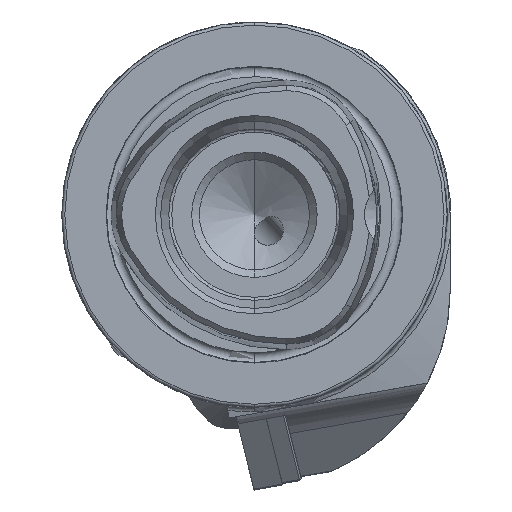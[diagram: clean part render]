
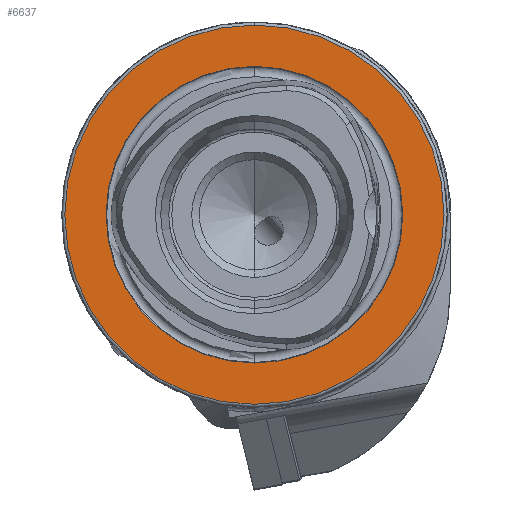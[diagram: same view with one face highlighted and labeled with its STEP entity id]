
A CAD part, left-side view. The second image highlights one B-rep face of the part: STEP entity #6637.
In plain terms, the highlighted planar face has unit normal (-1, 0, 0).
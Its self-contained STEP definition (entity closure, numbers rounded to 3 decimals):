
#536 = EDGE_LOOP ( 'NONE', ( #9624, #11094 ) ) ;
#774 = CARTESIAN_POINT ( 'NONE',  ( 0., 0., 24.25 ) ) ;
#1046 = VERTEX_POINT ( 'NONE', #774 ) ;
#1293 = AXIS2_PLACEMENT_3D ( 'NONE', #7738, #4378, #9933 ) ;
#1610 = CARTESIAN_POINT ( 'NONE',  ( 0., 0., 0. ) ) ;
#2303 = ORIENTED_EDGE ( 'NONE', *, *, #10231, .T. ) ;
#3033 = DIRECTION ( 'NONE',  ( 0., 0., 1. ) ) ;
#3240 = EDGE_CURVE ( 'NONE', #1046, #12253, #11251, .T. ) ;
#3557 = EDGE_LOOP ( 'NONE', ( #2303, #8339 ) ) ;
#3616 = DIRECTION ( 'NONE',  ( 1., 0., 0. ) ) ;
#3661 = CARTESIAN_POINT ( 'NONE',  ( 0., 0., 0. ) ) ;
#3845 = AXIS2_PLACEMENT_3D ( 'NONE', #1610, #12765, #11694 ) ;
#3891 = EDGE_CURVE ( 'NONE', #12253, #1046, #9139, .T. ) ;
#4342 = AXIS2_PLACEMENT_3D ( 'NONE', #3661, #4807, #11512 ) ;
#4378 = DIRECTION ( 'NONE',  ( -1., 0., 0. ) ) ;
#4807 = DIRECTION ( 'NONE',  ( -1., 0., 0. ) ) ;
#4936 = CIRCLE ( 'NONE', #3845, 31. ) ;
#6578 = VERTEX_POINT ( 'NONE', #14370 ) ;
#6637 = ADVANCED_FACE ( 'NONE', ( #6678, #14288 ), #7043, .F. ) ;
#6678 = FACE_BOUND ( 'NONE', #536, .T. ) ;
#6843 = CARTESIAN_POINT ( 'NONE',  ( 0., 24.25, 0. ) ) ;
#7043 = PLANE ( 'NONE',  #13044 ) ;
#7194 = CIRCLE ( 'NONE', #1293, 31. ) ;
#7738 = CARTESIAN_POINT ( 'NONE',  ( 0., 0., 0. ) ) ;
#8205 = EDGE_CURVE ( 'NONE', #6578, #10344, #4936, .T. ) ;
#8339 = ORIENTED_EDGE ( 'NONE', *, *, #8205, .T. ) ;
#9139 = CIRCLE ( 'NONE', #12635, 24.25 ) ;
#9624 = ORIENTED_EDGE ( 'NONE', *, *, #3240, .F. ) ;
#9913 = DIRECTION ( 'NONE',  ( -1., 0., 0. ) ) ;
#9933 = DIRECTION ( 'NONE',  ( 0., 0., 1. ) ) ;
#10231 = EDGE_CURVE ( 'NONE', #10344, #6578, #7194, .T. ) ;
#10312 = DIRECTION ( 'NONE',  ( 0., 0., -1. ) ) ;
#10344 = VERTEX_POINT ( 'NONE', #12513 ) ;
#11094 = ORIENTED_EDGE ( 'NONE', *, *, #3891, .F. ) ;
#11251 = CIRCLE ( 'NONE', #4342, 24.25 ) ;
#11512 = DIRECTION ( 'NONE',  ( 0., 0., 1. ) ) ;
#11694 = DIRECTION ( 'NONE',  ( 0., 0., 1. ) ) ;
#12253 = VERTEX_POINT ( 'NONE', #12881 ) ;
#12513 = CARTESIAN_POINT ( 'NONE',  ( 0., 0., 31. ) ) ;
#12635 = AXIS2_PLACEMENT_3D ( 'NONE', #13185, #9913, #3033 ) ;
#12765 = DIRECTION ( 'NONE',  ( -1., 0., 0. ) ) ;
#12881 = CARTESIAN_POINT ( 'NONE',  ( 0., 0., -24.25 ) ) ;
#13044 = AXIS2_PLACEMENT_3D ( 'NONE', #6843, #3616, #10312 ) ;
#13185 = CARTESIAN_POINT ( 'NONE',  ( 0., 0., 0. ) ) ;
#14288 = FACE_OUTER_BOUND ( 'NONE', #3557, .T. ) ;
#14370 = CARTESIAN_POINT ( 'NONE',  ( 0., 0., -31. ) ) ;
